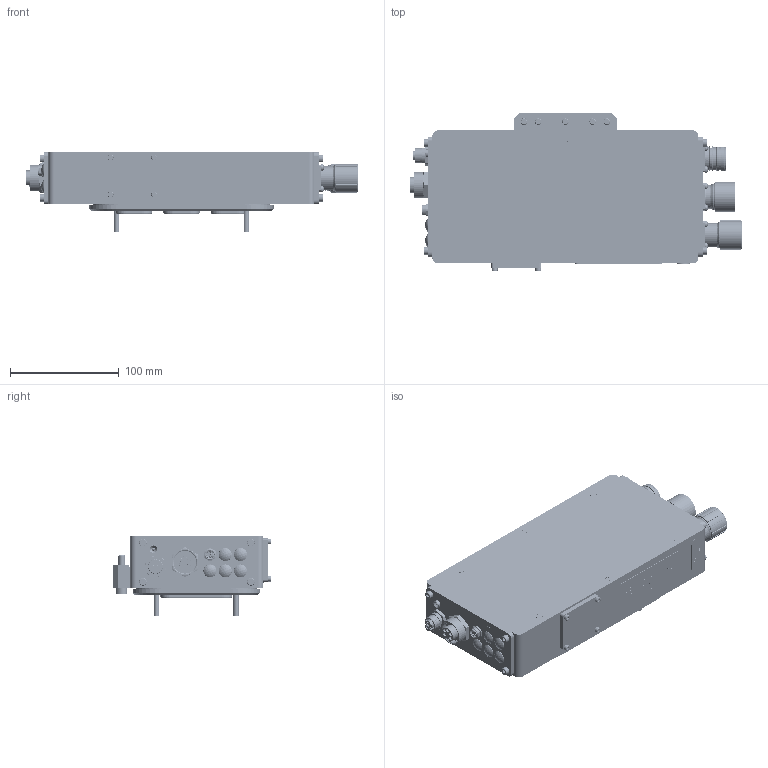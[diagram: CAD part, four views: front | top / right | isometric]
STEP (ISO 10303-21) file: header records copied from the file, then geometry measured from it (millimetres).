
FILE_DESCRIPTION (( 'STEP AP214' ), '1' );
FILE_NAME ('P7501-033.STEP', '2023-10-24T11:02:35', ( '' ), ( '' ), 'SwSTEP 2.0', 'SolidWorks 2021', '' );
FILE_SCHEMA (( 'AUTOMOTIVE_DESIGN' ));
Length unit declared in the file: millimetre
Products named in the file (1): P7501-033
Bounding box: 304.6 x 145 x 73.7 mm (x, y, z)
Volume: 1608008.3 mm3; surface area: 351415.2 mm2
Topology: 135 solids, 138 shells, 4833 faces, 11727 edges, 7534 vertices
Faces by surface type: plane 2136, cylinder 1431, bspline 631, cone 487, torus 136, sphere 12
Entity records: 222608 total; most frequent: CARTESIAN_POINT 57670, ORIENTED_EDGE 23394, DIRECTION 21446, EDGE_CURVE 11697, AXIS2_PLACEMENT_3D 7687, VERTEX_POINT 7534, VECTOR 6072, LINE 6072
